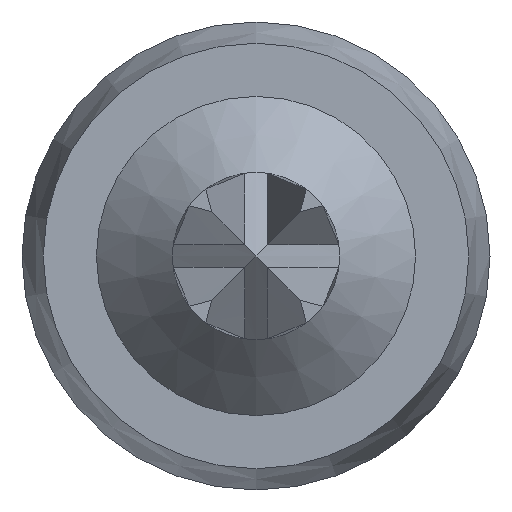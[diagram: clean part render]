
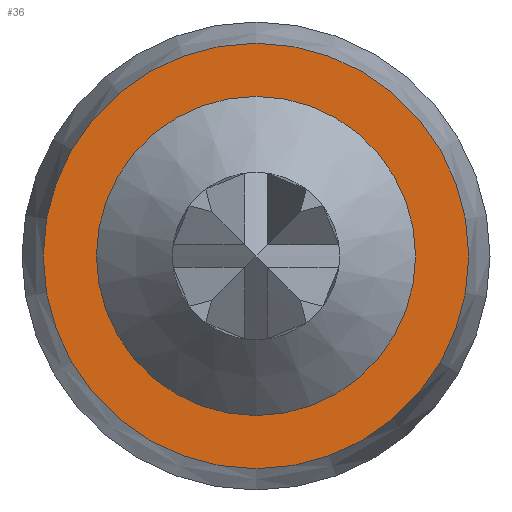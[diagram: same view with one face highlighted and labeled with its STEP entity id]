
A CAD part, left-side view. The second image highlights one B-rep face of the part: STEP entity #36.
In plain terms, the highlighted planar face has unit normal (-1, 0, 0).
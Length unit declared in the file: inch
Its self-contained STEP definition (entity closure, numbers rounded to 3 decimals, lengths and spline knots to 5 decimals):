
#14 = CIRCLE ( 'NONE', #969, 0.014 ) ;
#32 = EDGE_LOOP ( 'NONE', ( #83 ) ) ;
#36 = ADVANCED_FACE ( 'NONE', ( #65, #745 ), #679, .T. ) ;
#40 = VERTEX_POINT ( 'NONE', #884 ) ;
#44 = EDGE_CURVE ( 'NONE', #40, #40, #14, .T. ) ;
#65 = FACE_BOUND ( 'NONE', #32, .T. ) ;
#83 = ORIENTED_EDGE ( 'NONE', *, *, #803, .T. ) ;
#159 = DIRECTION ( 'NONE',  ( -1., 0., 0. ) ) ;
#188 = DIRECTION ( 'NONE',  ( 0., 0., 1. ) ) ;
#240 = CARTESIAN_POINT ( 'NONE',  ( 0., 0.014, 0. ) ) ;
#251 = CARTESIAN_POINT ( 'NONE',  ( 0., 0., 0. ) ) ;
#266 = CARTESIAN_POINT ( 'NONE',  ( 0., 0., 0. ) ) ;
#270 = ORIENTED_EDGE ( 'NONE', *, *, #44, .F. ) ;
#312 = CIRCLE ( 'NONE', #972, 0.0105 ) ;
#386 = DIRECTION ( 'NONE',  ( 1., 0., 0. ) ) ;
#548 = VERTEX_POINT ( 'NONE', #719 ) ;
#679 = PLANE ( 'NONE',  #764 ) ;
#697 = EDGE_LOOP ( 'NONE', ( #270 ) ) ;
#719 = CARTESIAN_POINT ( 'NONE',  ( 0., 0., 0.0105 ) ) ;
#745 = FACE_OUTER_BOUND ( 'NONE', #697, .T. ) ;
#764 = AXIS2_PLACEMENT_3D ( 'NONE', #240, #159, #1055 ) ;
#803 = EDGE_CURVE ( 'NONE', #548, #548, #312, .T. ) ;
#884 = CARTESIAN_POINT ( 'NONE',  ( 0., 0., -0.014 ) ) ;
#969 = AXIS2_PLACEMENT_3D ( 'NONE', #251, #976, #1148 ) ;
#972 = AXIS2_PLACEMENT_3D ( 'NONE', #266, #386, #188 ) ;
#976 = DIRECTION ( 'NONE',  ( 1., 0., 0. ) ) ;
#1055 = DIRECTION ( 'NONE',  ( 0., 0., 1. ) ) ;
#1148 = DIRECTION ( 'NONE',  ( 0., 0., -1. ) ) ;
